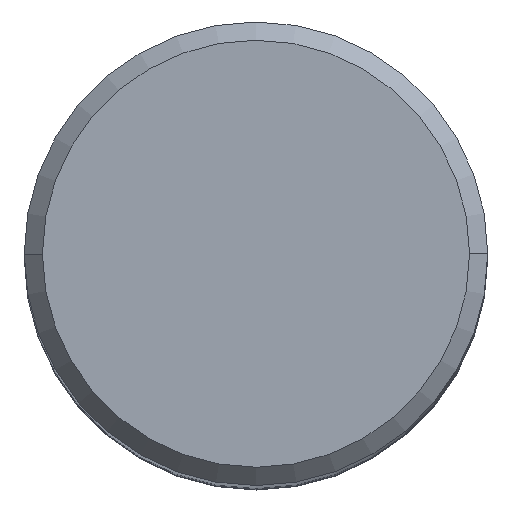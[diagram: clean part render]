
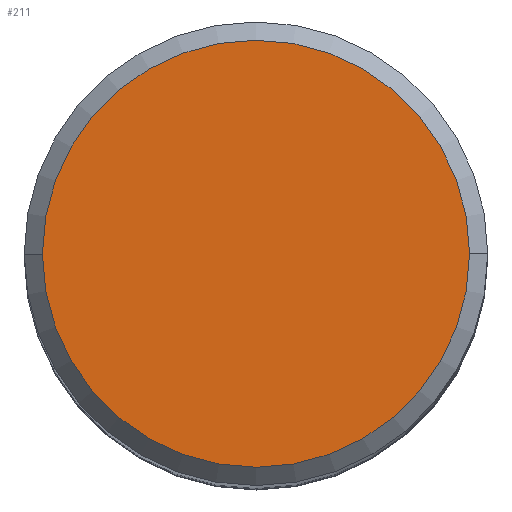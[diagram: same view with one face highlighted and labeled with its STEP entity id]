
A CAD part, top view. The second image highlights one B-rep face of the part: STEP entity #211.
In plain terms, the highlighted planar face has unit normal (0, 0, 1).
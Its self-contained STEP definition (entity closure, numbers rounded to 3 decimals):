
#50=PLANE('',#1769);
#211=ADVANCED_FACE('',(#331),#50,.F.);
#331=FACE_OUTER_BOUND('',#425,.T.);
#425=EDGE_LOOP('',(#774,#775,#776,#777));
#774=ORIENTED_EDGE('',*,*,#1113,.F.);
#775=ORIENTED_EDGE('',*,*,#1112,.T.);
#776=ORIENTED_EDGE('',*,*,#1110,.T.);
#777=ORIENTED_EDGE('',*,*,#1109,.F.);
#926=VERTEX_POINT('',#3444);
#927=VERTEX_POINT('',#3446);
#928=VERTEX_POINT('',#3448);
#929=VERTEX_POINT('',#3452);
#1109=EDGE_CURVE('',#926,#927,#1329,.T.);
#1110=EDGE_CURVE('',#928,#927,#1330,.T.);
#1112=EDGE_CURVE('',#929,#928,#1331,.T.);
#1113=EDGE_CURVE('',#929,#926,#1332,.T.);
#1329=CIRCLE('',#1763,11.7);
#1330=CIRCLE('',#1764,11.7);
#1331=CIRCLE('',#1766,11.7);
#1332=CIRCLE('',#1767,11.7);
#1763=AXIS2_PLACEMENT_3D('',#3445,#2214,#2215);
#1764=AXIS2_PLACEMENT_3D('',#3447,#2216,#2217);
#1766=AXIS2_PLACEMENT_3D('',#3451,#2221,#2222);
#1767=AXIS2_PLACEMENT_3D('',#3453,#2223,#2224);
#1769=AXIS2_PLACEMENT_3D('',#3455,#2227,#2228);
#2214=DIRECTION('',(0.,0.,-1.));
#2215=DIRECTION('',(-1.,0.,0.));
#2216=DIRECTION('',(0.,0.,1.));
#2217=DIRECTION('',(-1.,0.,0.));
#2221=DIRECTION('',(0.,0.,1.));
#2222=DIRECTION('',(1.,0.,0.));
#2223=DIRECTION('',(0.,0.,-1.));
#2224=DIRECTION('',(1.,0.,0.));
#2227=DIRECTION('',(0.,0.,-1.));
#2228=DIRECTION('',(1.,0.002,0.));
#3444=CARTESIAN_POINT('',(-11.7,-0.018,0.));
#3445=CARTESIAN_POINT('',(0.,0.,0.));
#3446=CARTESIAN_POINT('',(-11.7,0.,0.));
#3447=CARTESIAN_POINT('',(0.,0.,0.));
#3448=CARTESIAN_POINT('',(11.7,0.018,0.));
#3451=CARTESIAN_POINT('',(0.,0.,0.));
#3452=CARTESIAN_POINT('',(11.7,0.,0.));
#3453=CARTESIAN_POINT('',(0.,0.,0.));
#3455=CARTESIAN_POINT('',(0.,0.,0.));
